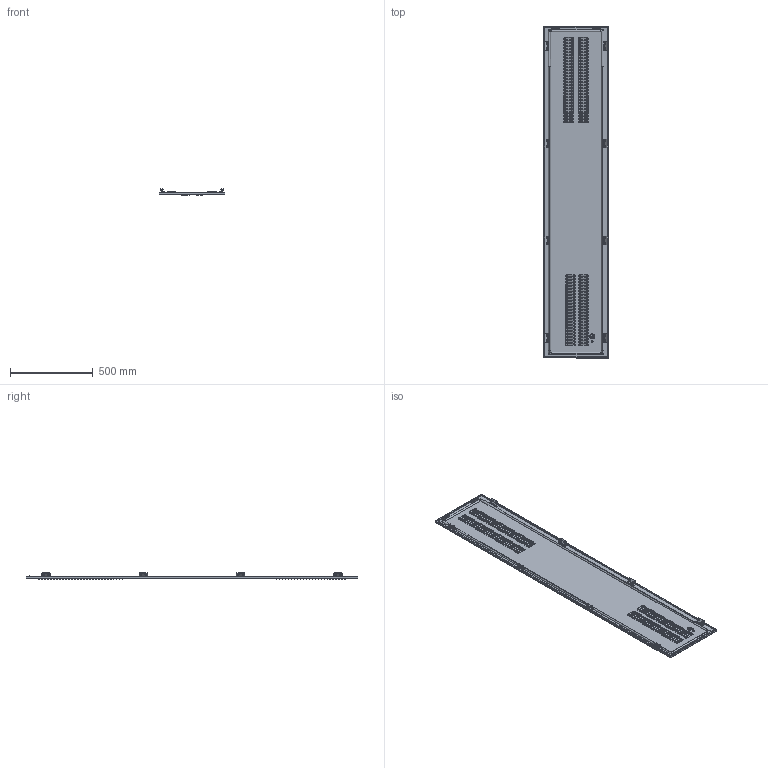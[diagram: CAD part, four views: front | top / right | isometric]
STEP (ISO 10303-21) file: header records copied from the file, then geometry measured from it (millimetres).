
FILE_DESCRIPTION (( 'STEP AP203' ), '1' );
FILE_NAME ('FO-00-PBV-200-040 FORMAT Ïàíåëü çàäíÿÿ 2000õ400 IP54 IEK.STEP', '2025-01-21T06:55:42', ( '' ), ( '' ), 'SwSTEP 2.0', 'SolidWorks 2022', '' );
FILE_SCHEMA (( 'CONFIG_CONTROL_DESIGN' ));
Products named in the file (1): FO-00-PBV-200-040 FORMAT Панель задняя 2000х400 IP54 IEK
Bounding box: 395 x 2000 x 37.02 mm (x, y, z)
Volume: 1638636.3 mm3; surface area: 1880094.1 mm2
Topology: 9 solids, 9 shells, 3124 faces, 8355 edges, 5314 vertices
Faces by surface type: cylinder 1063, plane 1014, torus 856, cone 180, bspline 11
Entity records: 100229 total; most frequent: DIRECTION 19204, CARTESIAN_POINT 17678, ORIENTED_EDGE 16712, EDGE_CURVE 8356, AXIS2_PLACEMENT_3D 7807, VERTEX_POINT 5315, CIRCLE 4693, LINE 3590
